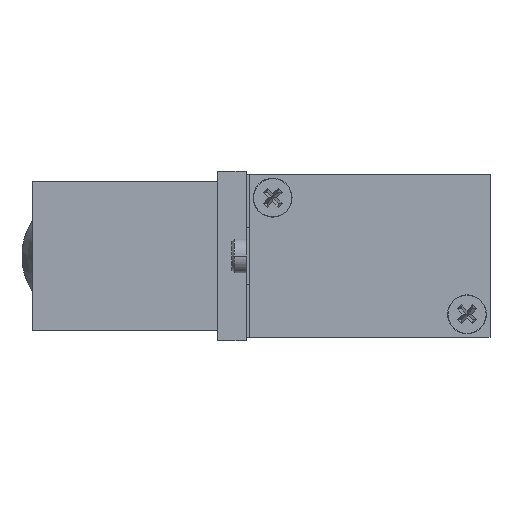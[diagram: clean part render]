
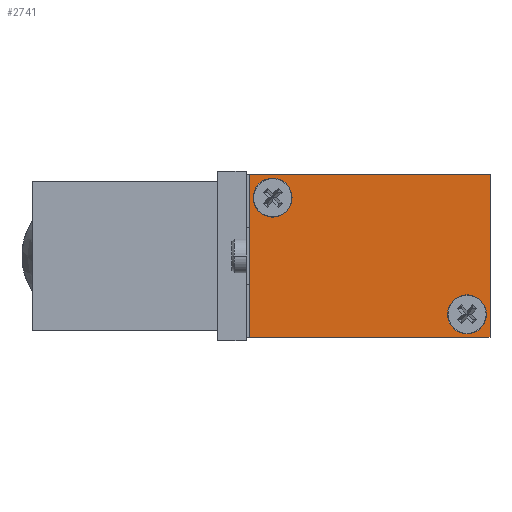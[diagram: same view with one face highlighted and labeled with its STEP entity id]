
A CAD part, left-side view. The second image highlights one B-rep face of the part: STEP entity #2741.
In plain terms, the highlighted planar face has unit normal (-1, 0, 0).
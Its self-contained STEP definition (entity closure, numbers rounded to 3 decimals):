
#1177 = EDGE_CURVE ( 'NONE', #4595, #4594, #10351, .T. ) ;
#1181 = EDGE_CURVE ( 'NONE', #4590, #4589, #10357, .T. ) ;
#1192 = EDGE_CURVE ( 'NONE', #4598, #4601, #10373, .T. ) ;
#1194 = EDGE_CURVE ( 'NONE', #4594, #4595, #10377, .T. ) ;
#1195 = EDGE_CURVE ( 'NONE', #4589, #4590, #10379, .T. ) ;
#1196 = EDGE_CURVE ( 'NONE', #4603, #4601, #10378, .T. ) ;
#1197 = EDGE_CURVE ( 'NONE', #4599, #4603, #10381, .T. ) ;
#1198 = EDGE_CURVE ( 'NONE', #4599, #4598, #10383, .T. ) ;
#1463 = EDGE_LOOP ( 'NONE', ( #2271, #2270, #2269, #2268 ) ) ;
#2268 = ORIENTED_EDGE ( 'NONE', *, *, #1192, .T. ) ;
#2269 = ORIENTED_EDGE ( 'NONE', *, *, #1198, .T. ) ;
#2270 = ORIENTED_EDGE ( 'NONE', *, *, #1197, .F. ) ;
#2271 = ORIENTED_EDGE ( 'NONE', *, *, #1196, .F. ) ;
#2273 = ORIENTED_EDGE ( 'NONE', *, *, #1181, .F. ) ;
#2274 = ORIENTED_EDGE ( 'NONE', *, *, #1195, .F. ) ;
#2275 = ORIENTED_EDGE ( 'NONE', *, *, #1177, .F. ) ;
#2277 = ORIENTED_EDGE ( 'NONE', *, *, #1194, .F. ) ;
#2741 = ADVANCED_FACE ( 'NONE', ( #2992, #2993, #2994 ), #8741, .T. ) ;
#2992 = FACE_BOUND ( 'NONE', #9388, .T. ) ;
#2993 = FACE_BOUND ( 'NONE', #9353, .T. ) ;
#2994 = FACE_OUTER_BOUND ( 'NONE', #1463, .T. ) ;
#4589 = VERTEX_POINT ( 'NONE', #7676 ) ;
#4590 = VERTEX_POINT ( 'NONE', #7675 ) ;
#4594 = VERTEX_POINT ( 'NONE', #7663 ) ;
#4595 = VERTEX_POINT ( 'NONE', #7662 ) ;
#4598 = VERTEX_POINT ( 'NONE', #7654 ) ;
#4599 = VERTEX_POINT ( 'NONE', #7652 ) ;
#4601 = VERTEX_POINT ( 'NONE', #7646 ) ;
#4603 = VERTEX_POINT ( 'NONE', #7642 ) ;
#6319 = AXIS2_PLACEMENT_3D ( 'NONE', #9158, #9156, #9155 ) ;
#6321 = AXIS2_PLACEMENT_3D ( 'NONE', #9144, #9143, #9142 ) ;
#6326 = AXIS2_PLACEMENT_3D ( 'NONE', #9098, #9097, #9095 ) ;
#6327 = AXIS2_PLACEMENT_3D ( 'NONE', #9094, #9093, #9091 ) ;
#7061 = AXIS2_PLACEMENT_3D ( 'NONE', #8740, #8738, #8737 ) ;
#7642 = CARTESIAN_POINT ( 'NONE',  ( -3.25, 0., -11.5 ) ) ;
#7646 = CARTESIAN_POINT ( 'NONE',  ( -3.25, 0., 11.5 ) ) ;
#7652 = CARTESIAN_POINT ( 'NONE',  ( -3.25, -34., -11.5 ) ) ;
#7654 = CARTESIAN_POINT ( 'NONE',  ( -3.25, -34., 11.5 ) ) ;
#7662 = CARTESIAN_POINT ( 'NONE',  ( -3.25, -30.75, -11. ) ) ;
#7663 = CARTESIAN_POINT ( 'NONE',  ( -3.25, -30.75, -5.5 ) ) ;
#7675 = CARTESIAN_POINT ( 'NONE',  ( -3.25, -3.25, 5.5 ) ) ;
#7676 = CARTESIAN_POINT ( 'NONE',  ( -3.25, -3.25, 11. ) ) ;
#8737 = DIRECTION ( 'NONE',  ( 0., 0., 1. ) ) ;
#8738 = DIRECTION ( 'NONE',  ( -1., 0., 0. ) ) ;
#8740 = CARTESIAN_POINT ( 'NONE',  ( -3.25, -34., 11.5 ) ) ;
#8741 = PLANE ( 'NONE',  #7061 ) ;
#9082 = DIRECTION ( 'NONE',  ( 0., 0., 1. ) ) ;
#9083 = CARTESIAN_POINT ( 'NONE',  ( -3.25, -34., 11.5 ) ) ;
#9085 = DIRECTION ( 'NONE',  ( 0., 1., 0. ) ) ;
#9086 = CARTESIAN_POINT ( 'NONE',  ( -3.25, -34., -11.5 ) ) ;
#9089 = DIRECTION ( 'NONE',  ( 0., 0., 1. ) ) ;
#9090 = CARTESIAN_POINT ( 'NONE',  ( -3.25, 0., 11.5 ) ) ;
#9091 = DIRECTION ( 'NONE',  ( 0., 0., 1. ) ) ;
#9093 = DIRECTION ( 'NONE',  ( -1., 0., 0. ) ) ;
#9094 = CARTESIAN_POINT ( 'NONE',  ( -3.25, -3.25, 8.25 ) ) ;
#9095 = DIRECTION ( 'NONE',  ( 0., 0., 1. ) ) ;
#9097 = DIRECTION ( 'NONE',  ( -1., 0., 0. ) ) ;
#9098 = CARTESIAN_POINT ( 'NONE',  ( -3.25, -30.75, -8.25 ) ) ;
#9103 = DIRECTION ( 'NONE',  ( 0., 1., 0. ) ) ;
#9104 = CARTESIAN_POINT ( 'NONE',  ( -3.25, -34., 11.5 ) ) ;
#9142 = DIRECTION ( 'NONE',  ( 0., 0., 1. ) ) ;
#9143 = DIRECTION ( 'NONE',  ( -1., 0., 0. ) ) ;
#9144 = CARTESIAN_POINT ( 'NONE',  ( -3.25, -3.25, 8.25 ) ) ;
#9155 = DIRECTION ( 'NONE',  ( 0., 0., 1. ) ) ;
#9156 = DIRECTION ( 'NONE',  ( -1., 0., 0. ) ) ;
#9158 = CARTESIAN_POINT ( 'NONE',  ( -3.25, -30.75, -8.25 ) ) ;
#9353 = EDGE_LOOP ( 'NONE', ( #2274, #2273 ) ) ;
#9388 = EDGE_LOOP ( 'NONE', ( #2277, #2275 ) ) ;
#10351 = CIRCLE ( 'NONE', #6319, 2.75 ) ;
#10357 = CIRCLE ( 'NONE', #6321, 2.75 ) ;
#10373 = LINE ( 'NONE', #9104, #10374 ) ;
#10374 = VECTOR ( 'NONE', #9103, 1000. ) ;
#10377 = CIRCLE ( 'NONE', #6326, 2.75 ) ;
#10378 = LINE ( 'NONE', #9090, #10380 ) ;
#10379 = CIRCLE ( 'NONE', #6327, 2.75 ) ;
#10380 = VECTOR ( 'NONE', #9089, 1000. ) ;
#10381 = LINE ( 'NONE', #9086, #10382 ) ;
#10382 = VECTOR ( 'NONE', #9085, 1000. ) ;
#10383 = LINE ( 'NONE', #9083, #10384 ) ;
#10384 = VECTOR ( 'NONE', #9082, 1000. ) ;
